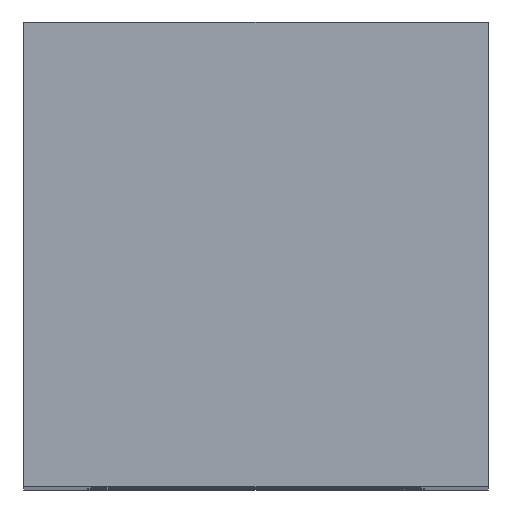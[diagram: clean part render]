
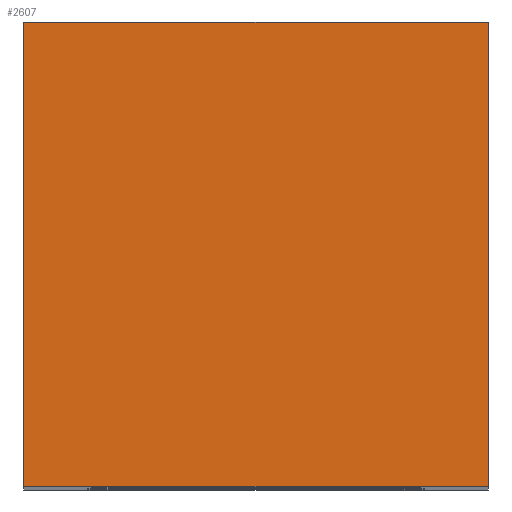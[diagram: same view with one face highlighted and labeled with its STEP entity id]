
A CAD part, top view. The second image highlights one B-rep face of the part: STEP entity #2607.
In plain terms, the highlighted planar face has unit normal (0, 0, 1).
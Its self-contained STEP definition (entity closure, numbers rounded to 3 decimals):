
#1139=CARTESIAN_POINT('',(-20.0,20.0,80.0));
#1140=VERTEX_POINT('',#1139);
#1141=CARTESIAN_POINT('',(20.0,20.0,80.0));
#1142=VERTEX_POINT('',#1141);
#1143=CARTESIAN_POINT('',(-20.0,20.0,80.0));
#1144=DIRECTION('',(1.0,0.0,0.0));
#1145=VECTOR('',#1144,40.0);
#1146=LINE('',#1143,#1145);
#1147=EDGE_CURVE('',#1140,#1142,#1146,.T.);
#1364=CARTESIAN_POINT('',(20.0,-20.0,80.0));
#1365=VERTEX_POINT('',#1364);
#1366=CARTESIAN_POINT('',(20.0,20.0,80.0));
#1367=DIRECTION('',(0.0,-1.0,0.0));
#1368=VECTOR('',#1367,40.0);
#1369=LINE('',#1366,#1368);
#1370=EDGE_CURVE('',#1142,#1365,#1369,.T.);
#1744=CARTESIAN_POINT('',(-20.0,-20.0,80.0));
#1745=VERTEX_POINT('',#1744);
#1746=CARTESIAN_POINT('',(20.0,-20.0,80.0));
#1747=DIRECTION('',(-1.0,0.0,0.0));
#1748=VECTOR('',#1747,40.0);
#1749=LINE('',#1746,#1748);
#1750=EDGE_CURVE('',#1365,#1745,#1749,.T.);
#2406=CARTESIAN_POINT('',(-20.0,-20.0,80.0));
#2407=DIRECTION('',(0.0,1.0,0.0));
#2408=VECTOR('',#2407,40.0);
#2409=LINE('',#2406,#2408);
#2410=EDGE_CURVE('',#1745,#1140,#2409,.T.);
#2596=CARTESIAN_POINT('',(0.0,0.,80.0));
#2597=DIRECTION('',(0.0,0.0,1.0));
#2598=DIRECTION('',(1.0,0.0,0.0));
#2599=AXIS2_PLACEMENT_3D('',#2596,#2597,#2598);
#2600=PLANE('',#2599);
#2601=ORIENTED_EDGE('',*,*,#1370,.F.);
#2602=ORIENTED_EDGE('',*,*,#1147,.F.);
#2603=ORIENTED_EDGE('',*,*,#2410,.F.);
#2604=ORIENTED_EDGE('',*,*,#1750,.F.);
#2605=EDGE_LOOP('',(#2601,#2602,#2603,#2604));
#2606=FACE_OUTER_BOUND('',#2605,.T.);
#2607=ADVANCED_FACE('',(#2606),#2600,.T.);
